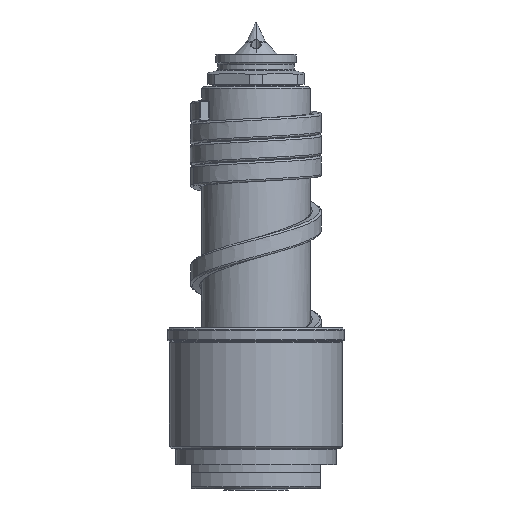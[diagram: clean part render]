
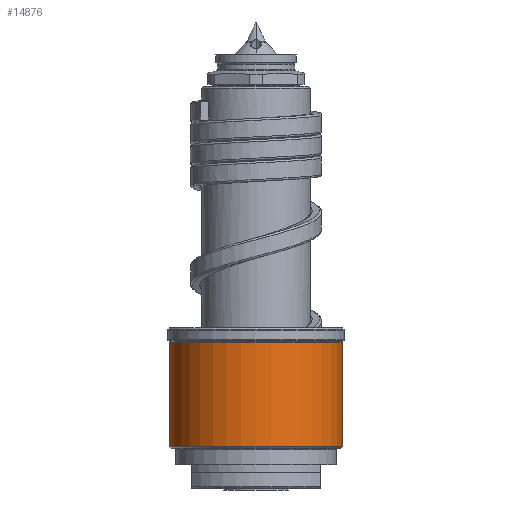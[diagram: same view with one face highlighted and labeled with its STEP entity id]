
A CAD part, front view. The second image highlights one B-rep face of the part: STEP entity #14876.
In plain terms, the highlighted cylindrical face has radius 21.5 mm (diameter 43 mm), a partial arc.
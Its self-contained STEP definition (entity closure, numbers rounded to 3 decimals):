
#5753=CARTESIAN_POINT('',(0.,0.,10.583));
#5754=DIRECTION('',(0.,0.,1.));
#5755=DIRECTION('',(-1.,0.,0.));
#5756=AXIS2_PLACEMENT_3D('',#5753,#5754,#5755);
#5758=DIRECTION('',(0.,0.,-1.));
#5759=VECTOR('',#5758,25.834);
#5760=CARTESIAN_POINT('',(-21.5,0.,36.417));
#5761=LINE('',#5760,#5759);
#5762=CARTESIAN_POINT('',(0.,0.,36.417));
#5763=DIRECTION('',(0.,0.,1.));
#5764=DIRECTION('',(-1.,0.,0.));
#5765=AXIS2_PLACEMENT_3D('',#5762,#5763,#5764);
#5767=DIRECTION('',(0.,0.,-1.));
#5768=VECTOR('',#5767,25.834);
#5769=CARTESIAN_POINT('',(21.5,0.,36.417));
#5770=LINE('',#5769,#5768);
#6111=CARTESIAN_POINT('',(21.5,0.,36.417));
#6112=CARTESIAN_POINT('',(-21.5,0.,36.417));
#6113=VERTEX_POINT('',#6111);
#6114=VERTEX_POINT('',#6112);
#6137=CARTESIAN_POINT('',(21.5,0.,10.583));
#6138=VERTEX_POINT('',#6137);
#6139=CARTESIAN_POINT('',(-21.5,0.,10.583));
#6140=VERTEX_POINT('',#6139);
#14864=CARTESIAN_POINT('',(0.,0.,8.5));
#14865=DIRECTION('',(0.,0.,1.));
#14866=DIRECTION('',(-1.,0.,0.));
#14867=AXIS2_PLACEMENT_3D('',#14864,#14865,#14866);
#14868=CYLINDRICAL_SURFACE('',#14867,21.5);
#14869=ORIENTED_EDGE('',*,*,#12899,.F.);
#14870=ORIENTED_EDGE('',*,*,#12880,.F.);
#14872=ORIENTED_EDGE('',*,*,#14871,.T.);
#14873=ORIENTED_EDGE('',*,*,#12876,.T.);
#14874=EDGE_LOOP('',(#14869,#14870,#14872,#14873));
#14875=FACE_OUTER_BOUND('',#14874,.F.);
#5757=CIRCLE('',#5756,21.5);
#5766=CIRCLE('',#5765,21.5);
#12876=EDGE_CURVE('',#6113,#6138,#5770,.T.);
#12880=EDGE_CURVE('',#6114,#6140,#5761,.T.);
#12899=EDGE_CURVE('',#6140,#6138,#5757,.T.);
#14871=EDGE_CURVE('',#6114,#6113,#5766,.T.);
#14876=ADVANCED_FACE('',(#14875),#14868,.T.);
